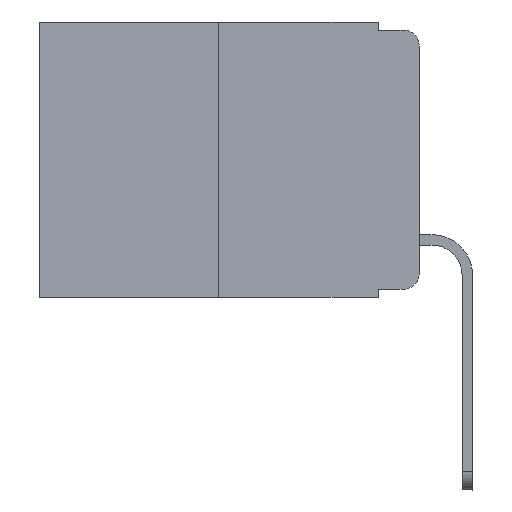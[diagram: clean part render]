
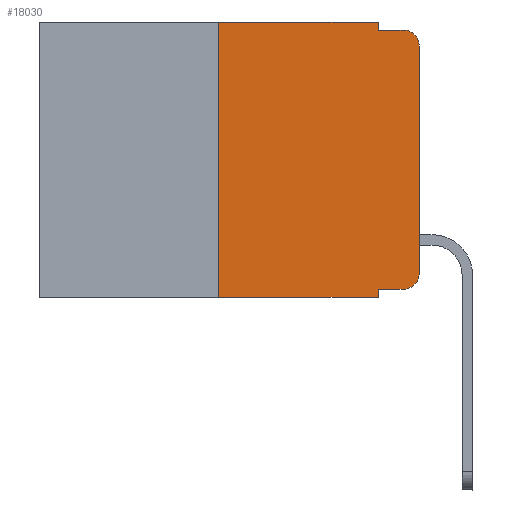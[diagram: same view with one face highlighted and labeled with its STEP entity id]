
A CAD part, left-side view. The second image highlights one B-rep face of the part: STEP entity #18030.
In plain terms, the highlighted planar face has unit normal (-1, 0, 0).
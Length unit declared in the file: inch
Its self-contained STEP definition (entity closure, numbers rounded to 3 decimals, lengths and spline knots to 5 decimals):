
#41 = EDGE_CURVE ( 'NONE', #16324, #3699, #12363, .T. ) ;
#220 = ORIENTED_EDGE ( 'NONE', *, *, #19914, .T. ) ;
#354 = DIRECTION ( 'NONE',  ( 0., 0., -1. ) ) ;
#419 = AXIS2_PLACEMENT_3D ( 'NONE', #14275, #14689, #10611 ) ;
#509 = CARTESIAN_POINT ( 'NONE',  ( 0., 0.051, 0. ) ) ;
#562 = CARTESIAN_POINT ( 'NONE',  ( 0., 0.473, 0. ) ) ;
#1298 = DIRECTION ( 'NONE',  ( 0., 0., 1. ) ) ;
#1553 = VECTOR ( 'NONE', #22502, 39.37008 ) ;
#1666 = CARTESIAN_POINT ( 'NONE',  ( 0., 0.051, -0.333 ) ) ;
#1806 = DIRECTION ( 'NONE',  ( 0., 0., -1. ) ) ;
#2246 = FACE_OUTER_BOUND ( 'NONE', #9386, .T. ) ;
#2338 = VECTOR ( 'NONE', #3385, 39.37008 ) ;
#2703 = CIRCLE ( 'NONE', #17429, 0.02 ) ;
#2920 = CARTESIAN_POINT ( 'NONE',  ( 0., 0., -0.313 ) ) ;
#3385 = DIRECTION ( 'NONE',  ( 0., -1., 0. ) ) ;
#3665 = DIRECTION ( 'NONE',  ( -1., 0., 0. ) ) ;
#3699 = VERTEX_POINT ( 'NONE', #2920 ) ;
#4083 = LINE ( 'NONE', #11443, #19963 ) ;
#4220 = EDGE_CURVE ( 'NONE', #4820, #9212, #5136, .T. ) ;
#4239 = ORIENTED_EDGE ( 'NONE', *, *, #13058, .T. ) ;
#4456 = DIRECTION ( 'NONE',  ( 0., -1., 0. ) ) ;
#4532 = CARTESIAN_POINT ( 'NONE',  ( 0., 0.473, -0.343 ) ) ;
#4633 = ORIENTED_EDGE ( 'NONE', *, *, #7796, .F. ) ;
#4820 = VERTEX_POINT ( 'NONE', #509 ) ;
#5136 = LINE ( 'NONE', #15784, #18226 ) ;
#5673 = ORIENTED_EDGE ( 'NONE', *, *, #41, .T. ) ;
#5908 = LINE ( 'NONE', #15149, #17477 ) ;
#6818 = VECTOR ( 'NONE', #22345, 39.37008 ) ;
#6828 = ORIENTED_EDGE ( 'NONE', *, *, #22168, .T. ) ;
#7071 = LINE ( 'NONE', #19799, #2338 ) ;
#7471 = CARTESIAN_POINT ( 'NONE',  ( 0., 0.02, -0.03 ) ) ;
#7796 = EDGE_CURVE ( 'NONE', #9192, #9032, #10327, .T. ) ;
#7822 = LINE ( 'NONE', #15043, #6818 ) ;
#8902 = EDGE_CURVE ( 'NONE', #9032, #4820, #15470, .T. ) ;
#9009 = CARTESIAN_POINT ( 'NONE',  ( 0., 0.02, -0.313 ) ) ;
#9032 = VERTEX_POINT ( 'NONE', #17821 ) ;
#9192 = VERTEX_POINT ( 'NONE', #11098 ) ;
#9212 = VERTEX_POINT ( 'NONE', #21926 ) ;
#9241 = DIRECTION ( 'NONE',  ( 0., 0., -1. ) ) ;
#9256 = PLANE ( 'NONE',  #419 ) ;
#9347 = ORIENTED_EDGE ( 'NONE', *, *, #17613, .F. ) ;
#9386 = EDGE_LOOP ( 'NONE', ( #220, #6828, #22131, #15698, #17721, #4633, #4239, #9347, #9727, #5673 ) ) ;
#9727 = ORIENTED_EDGE ( 'NONE', *, *, #22294, .T. ) ;
#10292 = CARTESIAN_POINT ( 'NONE',  ( 0., 0.051, -0.343 ) ) ;
#10327 = LINE ( 'NONE', #17515, #17157 ) ;
#10611 = DIRECTION ( 'NONE',  ( 0., 0., -1. ) ) ;
#11098 = CARTESIAN_POINT ( 'NONE',  ( 0., 0.25, -0.343 ) ) ;
#11204 = VECTOR ( 'NONE', #4456, 39.37008 ) ;
#11443 = CARTESIAN_POINT ( 'NONE',  ( 0., 0., 0. ) ) ;
#12363 = CIRCLE ( 'NONE', #13094, 0.02 ) ;
#13058 = EDGE_CURVE ( 'NONE', #9192, #22775, #13904, .T. ) ;
#13094 = AXIS2_PLACEMENT_3D ( 'NONE', #9009, #3665, #9241 ) ;
#13839 = VERTEX_POINT ( 'NONE', #21229 ) ;
#13904 = LINE ( 'NONE', #4532, #1553 ) ;
#14275 = CARTESIAN_POINT ( 'NONE',  ( 0., 0.473, 0. ) ) ;
#14689 = DIRECTION ( 'NONE',  ( 1., 0., 0. ) ) ;
#15043 = CARTESIAN_POINT ( 'NONE',  ( 0., 0.051, -0.333 ) ) ;
#15149 = CARTESIAN_POINT ( 'NONE',  ( 0., 0.051, 0. ) ) ;
#15470 = LINE ( 'NONE', #562, #11204 ) ;
#15698 = ORIENTED_EDGE ( 'NONE', *, *, #4220, .F. ) ;
#15784 = CARTESIAN_POINT ( 'NONE',  ( 0., 0.051, 0. ) ) ;
#16156 = VERTEX_POINT ( 'NONE', #1666 ) ;
#16248 = CARTESIAN_POINT ( 'NONE',  ( 0., 0.02, -0.01 ) ) ;
#16324 = VERTEX_POINT ( 'NONE', #20303 ) ;
#16561 = DIRECTION ( 'NONE',  ( -1., 0., 0. ) ) ;
#16855 = DIRECTION ( 'NONE',  ( 0., 0., 1. ) ) ;
#17057 = EDGE_CURVE ( 'NONE', #9212, #20159, #7071, .T. ) ;
#17157 = VECTOR ( 'NONE', #1298, 39.37008 ) ;
#17429 = AXIS2_PLACEMENT_3D ( 'NONE', #7471, #16561, #354 ) ;
#17477 = VECTOR ( 'NONE', #20672, 39.37008 ) ;
#17515 = CARTESIAN_POINT ( 'NONE',  ( 0., 0.25, 0. ) ) ;
#17613 = EDGE_CURVE ( 'NONE', #16156, #22775, #5908, .T. ) ;
#17721 = ORIENTED_EDGE ( 'NONE', *, *, #8902, .F. ) ;
#17821 = CARTESIAN_POINT ( 'NONE',  ( 0., 0.25, 0. ) ) ;
#18030 = ADVANCED_FACE ( 'NONE', ( #2246 ), #9256, .F. ) ;
#18226 = VECTOR ( 'NONE', #1806, 39.37008 ) ;
#19799 = CARTESIAN_POINT ( 'NONE',  ( 0., 0.051, -0.01 ) ) ;
#19914 = EDGE_CURVE ( 'NONE', #3699, #13839, #4083, .T. ) ;
#19963 = VECTOR ( 'NONE', #16855, 39.37008 ) ;
#20159 = VERTEX_POINT ( 'NONE', #16248 ) ;
#20303 = CARTESIAN_POINT ( 'NONE',  ( 0., 0.02, -0.333 ) ) ;
#20672 = DIRECTION ( 'NONE',  ( 0., 0., -1. ) ) ;
#21229 = CARTESIAN_POINT ( 'NONE',  ( 0., 0., -0.03 ) ) ;
#21926 = CARTESIAN_POINT ( 'NONE',  ( 0., 0.051, -0.01 ) ) ;
#22131 = ORIENTED_EDGE ( 'NONE', *, *, #17057, .F. ) ;
#22168 = EDGE_CURVE ( 'NONE', #13839, #20159, #2703, .T. ) ;
#22294 = EDGE_CURVE ( 'NONE', #16156, #16324, #7822, .T. ) ;
#22345 = DIRECTION ( 'NONE',  ( 0., -1., 0. ) ) ;
#22502 = DIRECTION ( 'NONE',  ( 0., -1., 0. ) ) ;
#22775 = VERTEX_POINT ( 'NONE', #10292 ) ;
